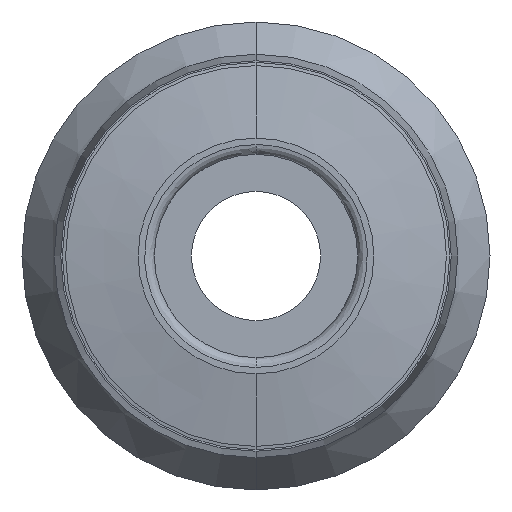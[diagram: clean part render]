
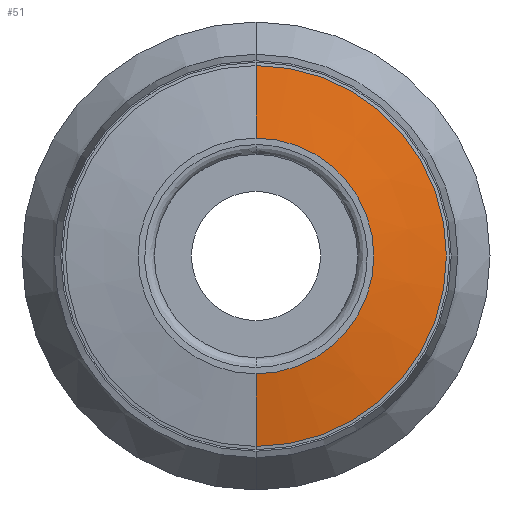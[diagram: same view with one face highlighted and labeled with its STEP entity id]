
A CAD part, front view. The second image highlights one B-rep face of the part: STEP entity #51.
In plain terms, the highlighted conical face has half-angle 79.919 degrees and reference radius 5.9 mm.
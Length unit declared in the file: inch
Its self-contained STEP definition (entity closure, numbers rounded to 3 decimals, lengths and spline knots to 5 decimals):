
#10 = EDGE_CURVE ( 'NONE', #2105, #1860, #1360, .T. ) ;
#25 = CARTESIAN_POINT ( 'NONE',  ( 0., 0., 0.1437 ) ) ;
#51 = ADVANCED_FACE ( 'NONE', ( #575 ), #1206, .T. ) ;
#178 = EDGE_CURVE ( 'NONE', #2105, #1959, #1085, .T. ) ;
#271 = ORIENTED_EDGE ( 'NONE', *, *, #178, .F. ) ;
#509 = AXIS2_PLACEMENT_3D ( 'NONE', #1150, #1136, #1128 ) ;
#575 = FACE_OUTER_BOUND ( 'NONE', #1502, .T. ) ;
#620 = LINE ( 'NONE', #2102, #1636 ) ;
#625 = VERTEX_POINT ( 'NONE', #780 ) ;
#674 = EDGE_CURVE ( 'NONE', #1860, #625, #1698, .T. ) ;
#755 = CARTESIAN_POINT ( 'NONE',  ( 0., 0.01575, -0.23228 ) ) ;
#780 = CARTESIAN_POINT ( 'NONE',  ( 0., 0.01575, 0.23228 ) ) ;
#803 = AXIS2_PLACEMENT_3D ( 'NONE', #2059, #2142, #1987 ) ;
#991 = CARTESIAN_POINT ( 'NONE',  ( 0., 0., -0.1437 ) ) ;
#1085 = CIRCLE ( 'NONE', #509, 0.1437 ) ;
#1128 = DIRECTION ( 'NONE',  ( 0., 0., 1. ) ) ;
#1136 = DIRECTION ( 'NONE',  ( 0., -1., 0. ) ) ;
#1150 = CARTESIAN_POINT ( 'NONE',  ( 0., 0., 0. ) ) ;
#1206 = CONICAL_SURFACE ( 'NONE', #803, 0.23228, 1.395 ) ;
#1318 = DIRECTION ( 'NONE',  ( 0., 0.175, 0.985 ) ) ;
#1320 = AXIS2_PLACEMENT_3D ( 'NONE', #2249, #2243, #2233 ) ;
#1359 = VECTOR ( 'NONE', #2471, 39.37008 ) ;
#1360 = LINE ( 'NONE', #2296, #1359 ) ;
#1502 = EDGE_LOOP ( 'NONE', ( #271, #1715, #1984, #1612 ) ) ;
#1612 = ORIENTED_EDGE ( 'NONE', *, *, #1926, .F. ) ;
#1636 = VECTOR ( 'NONE', #1318, 39.37008 ) ;
#1698 = CIRCLE ( 'NONE', #1320, 0.23228 ) ;
#1715 = ORIENTED_EDGE ( 'NONE', *, *, #10, .T. ) ;
#1860 = VERTEX_POINT ( 'NONE', #755 ) ;
#1926 = EDGE_CURVE ( 'NONE', #1959, #625, #620, .T. ) ;
#1959 = VERTEX_POINT ( 'NONE', #25 ) ;
#1984 = ORIENTED_EDGE ( 'NONE', *, *, #674, .T. ) ;
#1987 = DIRECTION ( 'NONE',  ( 0., 0., 1. ) ) ;
#2059 = CARTESIAN_POINT ( 'NONE',  ( 0., 0.01575, 0. ) ) ;
#2102 = CARTESIAN_POINT ( 'NONE',  ( 0., 0.01575, 0.23228 ) ) ;
#2105 = VERTEX_POINT ( 'NONE', #991 ) ;
#2142 = DIRECTION ( 'NONE',  ( 0., 1., 0. ) ) ;
#2233 = DIRECTION ( 'NONE',  ( -1., 0., 0. ) ) ;
#2243 = DIRECTION ( 'NONE',  ( 0., -1., 0. ) ) ;
#2249 = CARTESIAN_POINT ( 'NONE',  ( 0., 0.01575, 0. ) ) ;
#2296 = CARTESIAN_POINT ( 'NONE',  ( 0., 0.01575, -0.23228 ) ) ;
#2471 = DIRECTION ( 'NONE',  ( 0., 0.175, -0.985 ) ) ;
